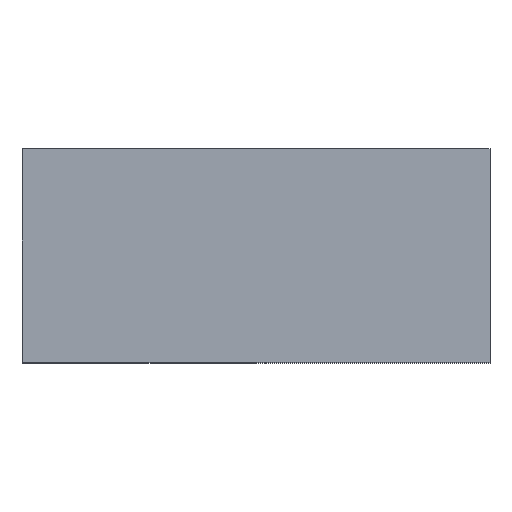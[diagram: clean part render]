
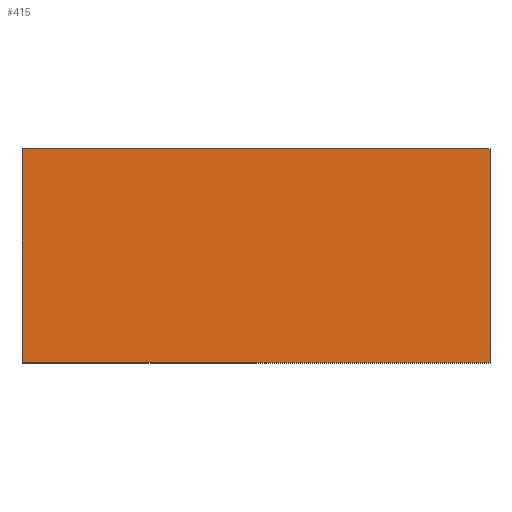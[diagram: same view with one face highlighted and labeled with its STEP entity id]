
A CAD part, top view. The second image highlights one B-rep face of the part: STEP entity #415.
In plain terms, the highlighted planar face has unit normal (0, 0, 1).
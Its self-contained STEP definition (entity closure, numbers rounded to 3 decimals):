
#376=CARTESIAN_POINT('',(0.0,0.0,9.3));
#377=DIRECTION('',(0.0,0.0,1.0));
#378=DIRECTION('',(1.0,0.0,0.0));
#379=AXIS2_PLACEMENT_3D('',#376,#377,#378);
#380=PLANE('',#379);
#381=CARTESIAN_POINT('',(3.95,-1.8,9.3));
#382=VERTEX_POINT('',#381);
#383=CARTESIAN_POINT('',(3.95,1.8,9.3));
#384=VERTEX_POINT('',#383);
#385=CARTESIAN_POINT('',(3.95,-1.8,9.3));
#386=DIRECTION('',(0.0,1.0,0.0));
#387=VECTOR('',#386,3.6);
#388=LINE('',#385,#387);
#389=EDGE_CURVE('',#382,#384,#388,.T.);
#390=ORIENTED_EDGE('',*,*,#389,.T.);
#391=CARTESIAN_POINT('',(-3.95,1.8,9.3));
#392=VERTEX_POINT('',#391);
#393=CARTESIAN_POINT('',(3.95,1.8,9.3));
#394=DIRECTION('',(-1.0,0.0,0.0));
#395=VECTOR('',#394,7.9);
#396=LINE('',#393,#395);
#397=EDGE_CURVE('',#384,#392,#396,.T.);
#398=ORIENTED_EDGE('',*,*,#397,.T.);
#399=CARTESIAN_POINT('',(-3.95,-1.8,9.3));
#400=VERTEX_POINT('',#399);
#401=CARTESIAN_POINT('',(-3.95,1.8,9.3));
#402=DIRECTION('',(0.0,-1.0,0.0));
#403=VECTOR('',#402,3.6);
#404=LINE('',#401,#403);
#405=EDGE_CURVE('',#392,#400,#404,.T.);
#406=ORIENTED_EDGE('',*,*,#405,.T.);
#407=CARTESIAN_POINT('',(-3.95,-1.8,9.3));
#408=DIRECTION('',(1.0,0.0,0.0));
#409=VECTOR('',#408,7.9);
#410=LINE('',#407,#409);
#411=EDGE_CURVE('',#400,#382,#410,.T.);
#412=ORIENTED_EDGE('',*,*,#411,.T.);
#413=EDGE_LOOP('',(#390,#398,#406,#412));
#414=FACE_OUTER_BOUND('',#413,.T.);
#415=ADVANCED_FACE('',(#414),#380,.T.);
